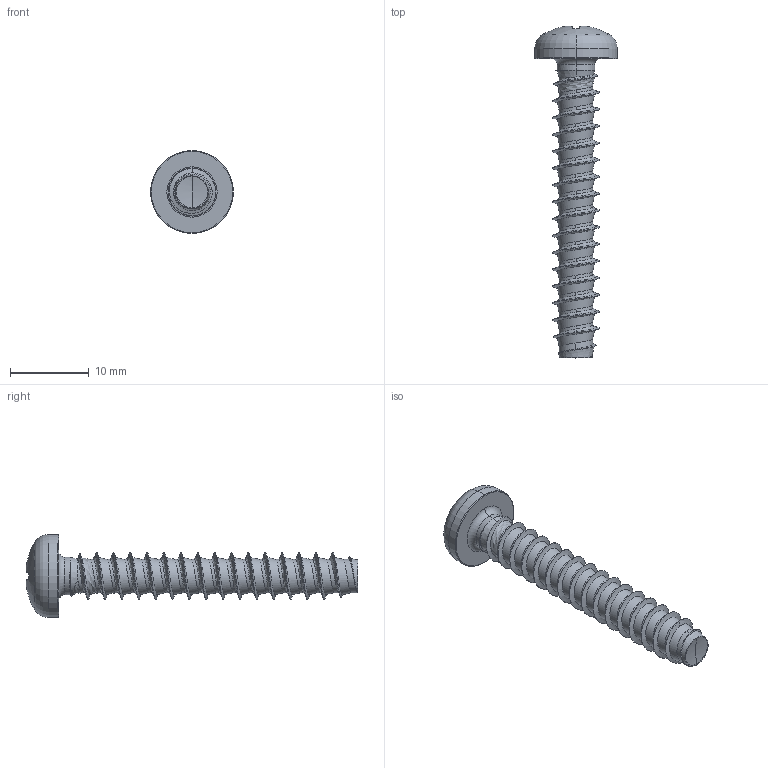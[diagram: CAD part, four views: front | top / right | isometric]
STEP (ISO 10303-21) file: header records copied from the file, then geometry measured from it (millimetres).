
FILE_DESCRIPTION (( 'STEP AP203' ), '1' );
FILE_NAME ('STP320600380.STEP', '2020-09-03T18:04:03', ( '' ), ( '' ), 'SwSTEP 2.0', 'SolidWorks 2015', '' );
FILE_SCHEMA (( 'CONFIG_CONTROL_DESIGN' ));
Products named in the file (2): STP320600380
Bounding box: 10.5 x 42.13 x 10.5 mm (x, y, z)
Volume: 897.7 mm3; surface area: 1118.1 mm2
Topology: 1 solids, 1 shells, 197 faces, 461 edges, 266 vertices
Faces by surface type: cylinder 59, bspline 51, torus 28, sphere 28, plane 22, cone 9
Entity records: 37018 total; most frequent: CARTESIAN_POINT 32849, ORIENTED_EDGE 918, DIRECTION 766, EDGE_CURVE 459, AXIS2_PLACEMENT_3D 337, VERTEX_POINT 266, EDGE_LOOP 199, ADVANCED_FACE 197
